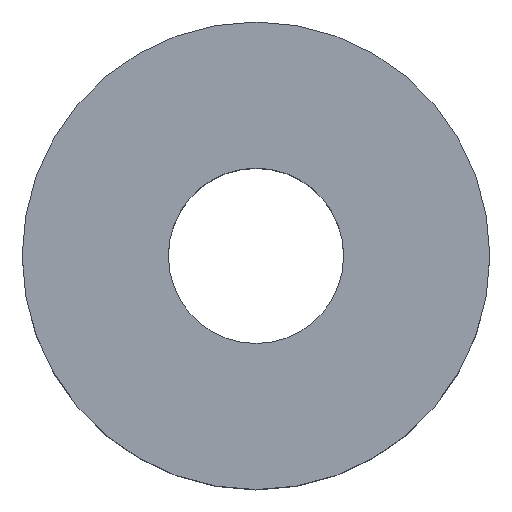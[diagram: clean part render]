
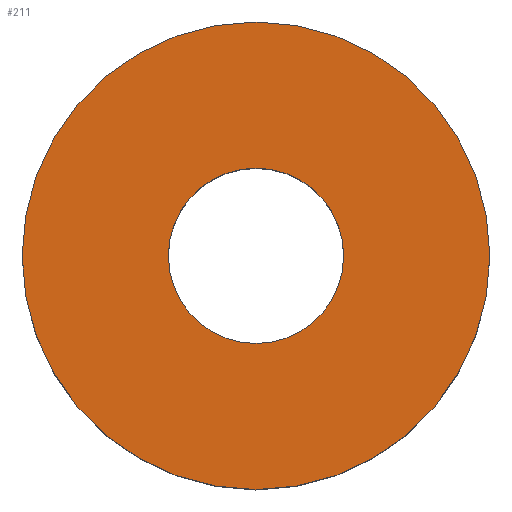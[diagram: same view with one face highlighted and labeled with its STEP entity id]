
A CAD part, top view. The second image highlights one B-rep face of the part: STEP entity #211.
In plain terms, the highlighted planar face has unit normal (0, 0, 1).
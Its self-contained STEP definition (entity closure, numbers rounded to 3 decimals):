
#146=CARTESIAN_POINT('Axis2P3D Location',(0.,0.,-6.)) ;
#150=CARTESIAN_POINT('Vertex',(3.,0.,-6.)) ;
#152=CARTESIAN_POINT('Vertex',(-3.,0.,-6.)) ;
#172=CARTESIAN_POINT('Axis2P3D Location',(0.,0.,-6.)) ;
#184=CARTESIAN_POINT('Axis2P3D Location',(-16.,-33.154,-6.)) ;
#189=CARTESIAN_POINT('Axis2P3D Location',(0.,0.,-6.)) ;
#193=CARTESIAN_POINT('Vertex',(-8.,0.,-6.)) ;
#195=CARTESIAN_POINT('Vertex',(8.,0.,-6.)) ;
#198=CARTESIAN_POINT('Axis2P3D Location',(0.,0.,-6.)) ;
#147=DIRECTION('Axis2P3D Direction',(0.,0.,1.)) ;
#173=DIRECTION('Axis2P3D Direction',(0.,0.,1.)) ;
#185=DIRECTION('Axis2P3D Direction',(0.,0.,-1.)) ;
#186=DIRECTION('Axis2P3D XDirection',(0.,1.,0.)) ;
#190=DIRECTION('Axis2P3D Direction',(0.,0.,-1.)) ;
#199=DIRECTION('Axis2P3D Direction',(0.,0.,-1.)) ;
#148=AXIS2_PLACEMENT_3D('Circle Axis2P3D',#146,#147,$) ;
#174=AXIS2_PLACEMENT_3D('Circle Axis2P3D',#172,#173,$) ;
#187=AXIS2_PLACEMENT_3D('Plane Axis2P3D',#184,#185,#186) ;
#191=AXIS2_PLACEMENT_3D('Circle Axis2P3D',#189,#190,$) ;
#200=AXIS2_PLACEMENT_3D('Circle Axis2P3D',#198,#199,$) ;
#204=ORIENTED_EDGE('',*,*,#197,.F.) ;
#205=ORIENTED_EDGE('',*,*,#202,.F.) ;
#208=ORIENTED_EDGE('',*,*,#176,.T.) ;
#209=ORIENTED_EDGE('',*,*,#154,.T.) ;
#210=FACE_BOUND('',#207,.T.) ;
#211=ADVANCED_FACE('Corps principal',(#206,#210),#188,.F.) ;
#149=CIRCLE('generated circle',#148,3.) ;
#175=CIRCLE('generated circle',#174,3.) ;
#192=CIRCLE('generated circle',#191,8.) ;
#201=CIRCLE('generated circle',#200,8.) ;
#154=EDGE_CURVE('',#151,#153,#149,.F.) ;
#176=EDGE_CURVE('',#153,#151,#175,.F.) ;
#197=EDGE_CURVE('',#194,#196,#192,.T.) ;
#202=EDGE_CURVE('',#196,#194,#201,.T.) ;
#203=EDGE_LOOP('',(#204,#205)) ;
#207=EDGE_LOOP('',(#208,#209)) ;
#206=FACE_OUTER_BOUND('',#203,.T.) ;
#188=PLANE('',#187) ;
#151=VERTEX_POINT('',#150) ;
#153=VERTEX_POINT('',#152) ;
#194=VERTEX_POINT('',#193) ;
#196=VERTEX_POINT('',#195) ;
